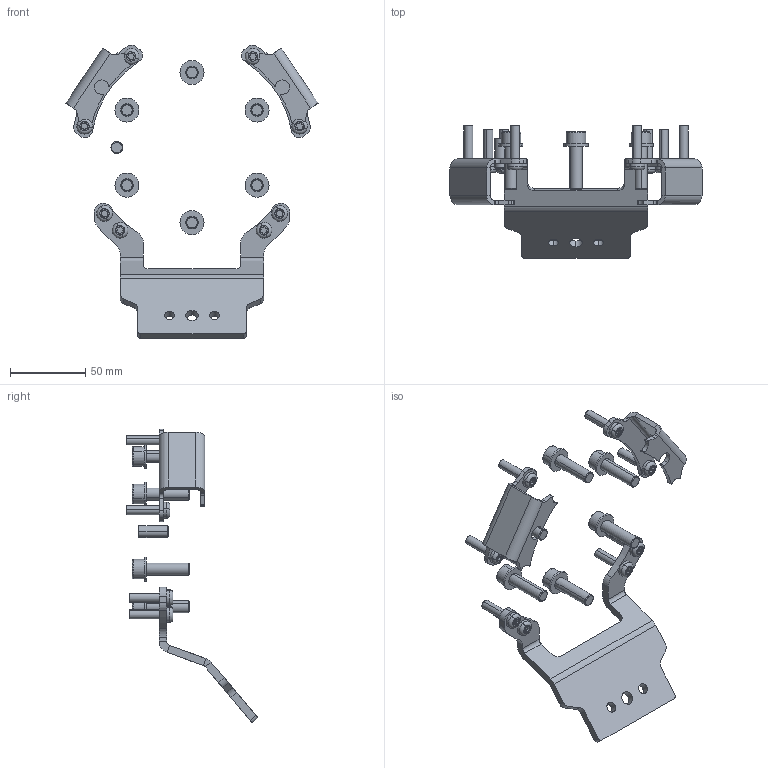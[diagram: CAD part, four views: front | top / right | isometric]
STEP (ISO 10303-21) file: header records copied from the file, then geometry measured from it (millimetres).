
FILE_DESCRIPTION (( 'STEP AP203' ), '1' );
FILE_NAME ('P5214-1.STEP', '2021-03-01T11:20:55', ( '' ), ( '' ), 'SwSTEP 2.0', 'SolidWorks 2019', '' );
FILE_SCHEMA (( 'CONFIG_CONTROL_DESIGN' ));
Length unit declared in the file: millimetre
Products named in the file (1): P5214-1
Bounding box: 167.82 x 87.78 x 195.4 mm (x, y, z)
Volume: 76793.8 mm3; surface area: 48748.3 mm2
Topology: 24 solids, 24 shells, 550 faces, 1306 edges, 832 vertices
Faces by surface type: cylinder 312, plane 178, torus 44, cone 16
Entity records: 16189 total; most frequent: DIRECTION 3136, CARTESIAN_POINT 2689, ORIENTED_EDGE 2612, EDGE_CURVE 1306, AXIS2_PLACEMENT_3D 1279, VERTEX_POINT 832, CIRCLE 728, EDGE_LOOP 612
